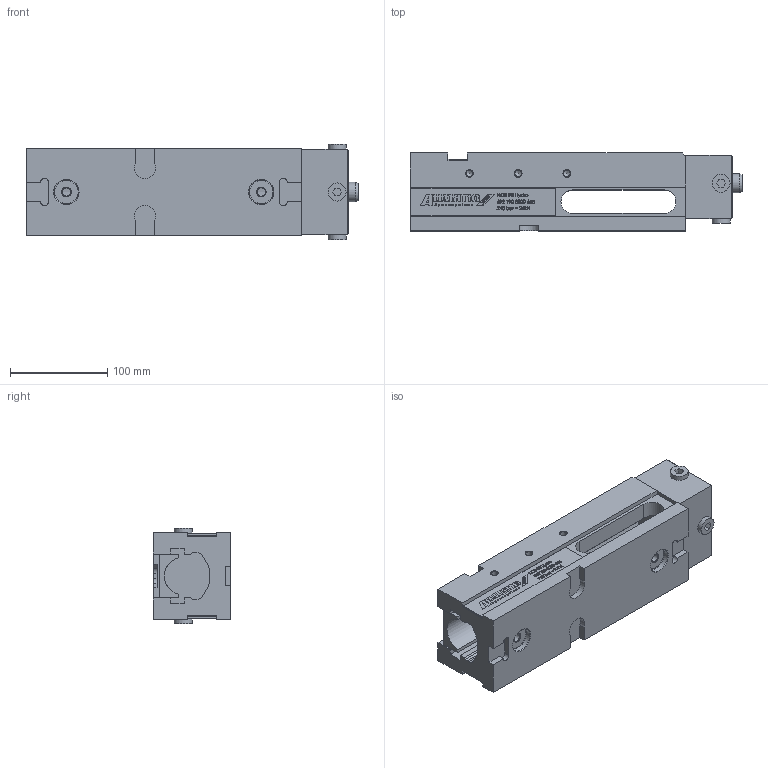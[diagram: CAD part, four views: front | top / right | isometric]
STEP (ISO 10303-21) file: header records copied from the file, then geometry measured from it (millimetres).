
FILE_DESCRIPTION (( 'STEP AP214' ), '1' );
FILE_NAME ('6921908000655.STEP', '2021-06-11T08:21:32', ( '' ), ( '' ), 'SwSTEP 2.0', 'SolidWorks 2018', '' );
FILE_SCHEMA (( 'AUTOMOTIVE_DESIGN' ));
Length unit declared in the file: millimetre
Products named in the file (1): 6921908000655
Bounding box: 340.8 x 80 x 98 mm (x, y, z)
Volume: 1452259.4 mm3; surface area: 212010.4 mm2
Topology: 1 solids, 1 shells, 2167 faces, 5861 edges, 3892 vertices
Faces by surface type: plane 1575, bspline 440, cylinder 113, cone 39
Full cylindrical faces by diameter (mm): 6.8 x10, 8.5 x16, 18.5 x3, 20 x1, 24 x2, 25 x2
Entity records: 115955 total; most frequent: CARTESIAN_POINT 42262, ORIENTED_EDGE 11538, DIRECTION 8558, EDGE_CURVE 5769, LINE 4628, VECTOR 4628, VERTEX_POINT 3869, EDGE_LOOP 2466
